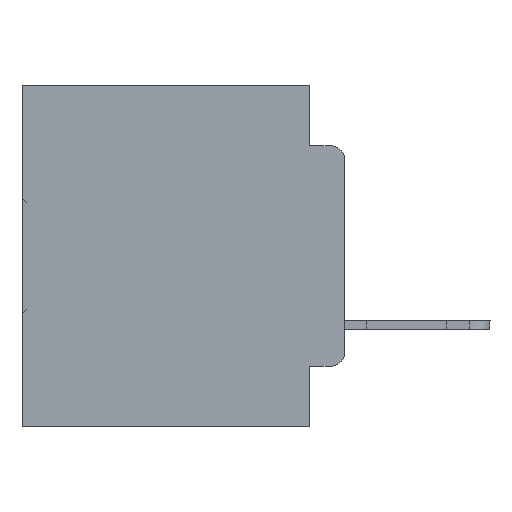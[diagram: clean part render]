
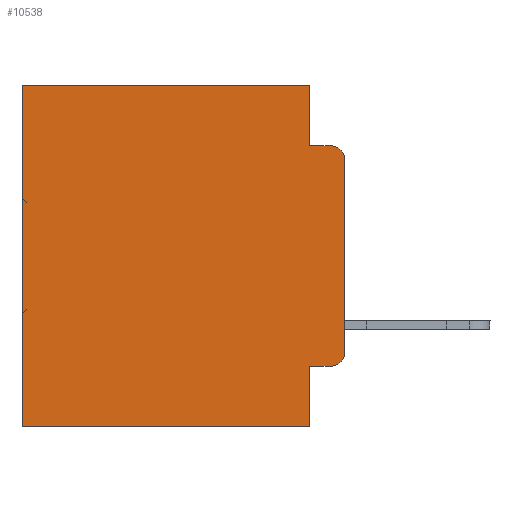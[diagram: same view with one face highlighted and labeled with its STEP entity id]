
A CAD part, left-side view. The second image highlights one B-rep face of the part: STEP entity #10538.
In plain terms, the highlighted planar face has unit normal (-1, 0, 0).
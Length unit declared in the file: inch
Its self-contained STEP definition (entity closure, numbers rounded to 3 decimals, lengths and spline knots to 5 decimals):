
#150 = DIRECTION ( 'NONE',  ( -1., 0., 0. ) ) ;
#174 = ORIENTED_EDGE ( 'NONE', *, *, #1691, .F. ) ;
#283 = CARTESIAN_POINT ( 'NONE',  ( 0.298, 0.051, -0.0885 ) ) ;
#447 = VERTEX_POINT ( 'NONE', #26405 ) ;
#1649 = AXIS2_PLACEMENT_3D ( 'NONE', #21612, #150, #5512 ) ;
#1691 = EDGE_CURVE ( 'NONE', #20662, #24664, #6214, .T. ) ;
#1797 = VERTEX_POINT ( 'NONE', #30085 ) ;
#2306 = EDGE_CURVE ( 'NONE', #16519, #24664, #32382, .T. ) ;
#2563 = VERTEX_POINT ( 'NONE', #5564 ) ;
#3199 = DIRECTION ( 'NONE',  ( 0., -1., 0. ) ) ;
#3880 = EDGE_LOOP ( 'NONE', ( #174, #17402, #20409, #20071, #9172, #27718, #6535, #27045, #11171, #18997 ) ) ;
#4218 = EDGE_CURVE ( 'NONE', #30384, #1797, #24253, .T. ) ;
#4594 = CARTESIAN_POINT ( 'NONE',  ( 0.298, 0., 0. ) ) ;
#5512 = DIRECTION ( 'NONE',  ( 0., 0., -1. ) ) ;
#5564 = CARTESIAN_POINT ( 'NONE',  ( 0.298, 0.051, 0. ) ) ;
#6214 = LINE ( 'NONE', #13466, #29083 ) ;
#6367 = LINE ( 'NONE', #11113, #12323 ) ;
#6535 = ORIENTED_EDGE ( 'NONE', *, *, #20402, .F. ) ;
#6635 = VECTOR ( 'NONE', #27376, 39.37008 ) ;
#7012 = EDGE_CURVE ( 'NONE', #2563, #11847, #15928, .T. ) ;
#8320 = VERTEX_POINT ( 'NONE', #33061 ) ;
#8460 = CIRCLE ( 'NONE', #16527, 0.02 ) ;
#8680 = DIRECTION ( 'NONE',  ( -1., 0., 0. ) ) ;
#9172 = ORIENTED_EDGE ( 'NONE', *, *, #7012, .T. ) ;
#9704 = VECTOR ( 'NONE', #34973, 39.37008 ) ;
#10108 = DIRECTION ( 'NONE',  ( 1., 0., 0. ) ) ;
#10538 = ADVANCED_FACE ( 'NONE', ( #28307 ), #26335, .F. ) ;
#10599 = CARTESIAN_POINT ( 'NONE',  ( 0.298, 0.051, 0. ) ) ;
#10865 = LINE ( 'NONE', #283, #6635 ) ;
#11049 = DIRECTION ( 'NONE',  ( 0., 0., -1. ) ) ;
#11113 = CARTESIAN_POINT ( 'NONE',  ( 0.298, 0.051, -0.4115 ) ) ;
#11157 = CARTESIAN_POINT ( 'NONE',  ( 0.298, 0.051, 0. ) ) ;
#11171 = ORIENTED_EDGE ( 'NONE', *, *, #26055, .T. ) ;
#11847 = VERTEX_POINT ( 'NONE', #32941 ) ;
#12078 = VECTOR ( 'NONE', #31782, 39.37008 ) ;
#12267 = LINE ( 'NONE', #28782, #18665 ) ;
#12323 = VECTOR ( 'NONE', #3199, 39.37008 ) ;
#12782 = VECTOR ( 'NONE', #11049, 39.37008 ) ;
#13466 = CARTESIAN_POINT ( 'NONE',  ( 0.298, 0., 0. ) ) ;
#15928 = LINE ( 'NONE', #4594, #12078 ) ;
#16054 = AXIS2_PLACEMENT_3D ( 'NONE', #23621, #10108, #29014 ) ;
#16519 = VERTEX_POINT ( 'NONE', #33220 ) ;
#16527 = AXIS2_PLACEMENT_3D ( 'NONE', #22536, #8680, #27581 ) ;
#17402 = ORIENTED_EDGE ( 'NONE', *, *, #23809, .T. ) ;
#18089 = EDGE_CURVE ( 'NONE', #2563, #21808, #22833, .T. ) ;
#18665 = VECTOR ( 'NONE', #21041, 39.37008 ) ;
#18997 = ORIENTED_EDGE ( 'NONE', *, *, #2306, .T. ) ;
#20071 = ORIENTED_EDGE ( 'NONE', *, *, #18089, .F. ) ;
#20402 = EDGE_CURVE ( 'NONE', #1797, #447, #26128, .T. ) ;
#20409 = ORIENTED_EDGE ( 'NONE', *, *, #31712, .F. ) ;
#20650 = CARTESIAN_POINT ( 'NONE',  ( 0.298, 0., -0.1085 ) ) ;
#20662 = VERTEX_POINT ( 'NONE', #20650 ) ;
#21041 = DIRECTION ( 'NONE',  ( 0., 0., -1. ) ) ;
#21479 = VECTOR ( 'NONE', #29804, 39.37008 ) ;
#21612 = CARTESIAN_POINT ( 'NONE',  ( 0.298, 0.02, -0.3915 ) ) ;
#21808 = VERTEX_POINT ( 'NONE', #33034 ) ;
#22536 = CARTESIAN_POINT ( 'NONE',  ( 0.298, 0.02, -0.1085 ) ) ;
#22833 = LINE ( 'NONE', #10599, #9704 ) ;
#23621 = CARTESIAN_POINT ( 'NONE',  ( 0.298, 0., 0. ) ) ;
#23809 = EDGE_CURVE ( 'NONE', #20662, #8320, #8460, .T. ) ;
#24019 = EDGE_CURVE ( 'NONE', #11847, #447, #12267, .T. ) ;
#24157 = CARTESIAN_POINT ( 'NONE',  ( 0.298, 0., -0.3915 ) ) ;
#24253 = LINE ( 'NONE', #11157, #12782 ) ;
#24664 = VERTEX_POINT ( 'NONE', #24157 ) ;
#26055 = EDGE_CURVE ( 'NONE', #30384, #16519, #6367, .T. ) ;
#26128 = LINE ( 'NONE', #29910, #21479 ) ;
#26335 = PLANE ( 'NONE',  #16054 ) ;
#26405 = CARTESIAN_POINT ( 'NONE',  ( 0.298, 0.473, -0.5 ) ) ;
#27045 = ORIENTED_EDGE ( 'NONE', *, *, #4218, .F. ) ;
#27376 = DIRECTION ( 'NONE',  ( 0., -1., 0. ) ) ;
#27581 = DIRECTION ( 'NONE',  ( 0., 0., -1. ) ) ;
#27718 = ORIENTED_EDGE ( 'NONE', *, *, #24019, .T. ) ;
#28307 = FACE_OUTER_BOUND ( 'NONE', #3880, .T. ) ;
#28782 = CARTESIAN_POINT ( 'NONE',  ( 0.298, 0.473, 0. ) ) ;
#29014 = DIRECTION ( 'NONE',  ( 0., 0., -1. ) ) ;
#29030 = CARTESIAN_POINT ( 'NONE',  ( 0.298, 0.051, -0.4115 ) ) ;
#29083 = VECTOR ( 'NONE', #32068, 39.37008 ) ;
#29804 = DIRECTION ( 'NONE',  ( 0., 1., 0. ) ) ;
#29910 = CARTESIAN_POINT ( 'NONE',  ( 0.298, 0., -0.5 ) ) ;
#30085 = CARTESIAN_POINT ( 'NONE',  ( 0.298, 0.051, -0.5 ) ) ;
#30384 = VERTEX_POINT ( 'NONE', #29030 ) ;
#31712 = EDGE_CURVE ( 'NONE', #21808, #8320, #10865, .T. ) ;
#31782 = DIRECTION ( 'NONE',  ( 0., 1., 0. ) ) ;
#32068 = DIRECTION ( 'NONE',  ( 0., 0., -1. ) ) ;
#32382 = CIRCLE ( 'NONE', #1649, 0.02 ) ;
#32941 = CARTESIAN_POINT ( 'NONE',  ( 0.298, 0.473, 0. ) ) ;
#33034 = CARTESIAN_POINT ( 'NONE',  ( 0.298, 0.051, -0.0885 ) ) ;
#33061 = CARTESIAN_POINT ( 'NONE',  ( 0.298, 0.02, -0.0885 ) ) ;
#33220 = CARTESIAN_POINT ( 'NONE',  ( 0.298, 0.02, -0.4115 ) ) ;
#34973 = DIRECTION ( 'NONE',  ( 0., 0., -1. ) ) ;
